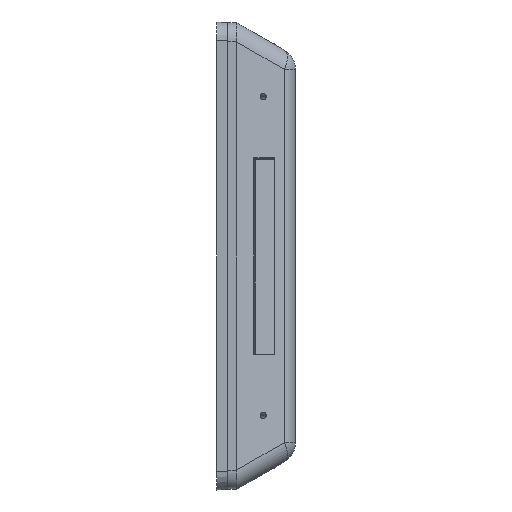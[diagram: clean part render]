
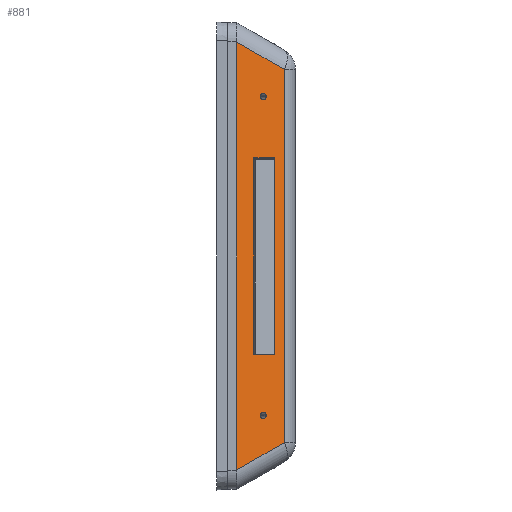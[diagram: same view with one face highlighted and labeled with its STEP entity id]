
A CAD part, left-side view. The second image highlights one B-rep face of the part: STEP entity #881.
In plain terms, the highlighted planar face has unit normal (-0.866, -0.5, 0).
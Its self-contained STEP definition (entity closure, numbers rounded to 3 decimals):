
#2 = ORIENTED_EDGE ( 'NONE', *, *, #25661, .T. ) ;
#107 = EDGE_CURVE ( 'NONE', #26178, #4429, #17664, .T. ) ;
#108 = ORIENTED_EDGE ( 'NONE', *, *, #20161, .T. ) ;
#395 = DIRECTION ( 'NONE',  ( 0.5, -0.866, 0. ) ) ;
#881 = ADVANCED_FACE ( 'NONE', ( #20859, #3808, #9507, #25864 ), #5005, .T. ) ;
#1253 = VECTOR ( 'NONE', #25570, 1000. ) ;
#1310 = DIRECTION ( 'NONE',  ( 0., 0., -1. ) ) ;
#1422 = CARTESIAN_POINT ( 'NONE',  ( -55.718, 4.708, 22.2 ) ) ;
#2175 = CARTESIAN_POINT ( 'NONE',  ( -58.418, 9.385, -22.2 ) ) ;
#2230 = CARTESIAN_POINT ( 'NONE',  ( -57.193, 7.263, 36. ) ) ;
#2442 = LINE ( 'NONE', #3176, #24498 ) ;
#2480 = CARTESIAN_POINT ( 'NONE',  ( -54.443, 2.5, 42.113 ) ) ;
#2492 = DIRECTION ( 'NONE',  ( 0.447, -0.775, 0.447 ) ) ;
#3176 = CARTESIAN_POINT ( 'NONE',  ( -60.679, 13.3, 0. ) ) ;
#3213 = CARTESIAN_POINT ( 'NONE',  ( -60.679, 13.3, -48.349 ) ) ;
#3502 = VERTEX_POINT ( 'NONE', #5276 ) ;
#3745 = VERTEX_POINT ( 'NONE', #2480 ) ;
#3798 = CARTESIAN_POINT ( 'NONE',  ( -56.818, 6.614, 36. ) ) ;
#3808 = FACE_BOUND ( 'NONE', #3890, .T. ) ;
#3890 = EDGE_LOOP ( 'NONE', ( #2, #12167 ) ) ;
#4380 = DIRECTION ( 'NONE',  ( 0.5, -0.866, 0. ) ) ;
#4420 = VERTEX_POINT ( 'NONE', #1422 ) ;
#4429 = VERTEX_POINT ( 'NONE', #27114 ) ;
#4441 = VECTOR ( 'NONE', #1310, 1000. ) ;
#4586 = LINE ( 'NONE', #18705, #25959 ) ;
#4849 = CIRCLE ( 'NONE', #21661, 0.75 ) ;
#5005 = PLANE ( 'NONE',  #11066 ) ;
#5276 = CARTESIAN_POINT ( 'NONE',  ( -57.568, 7.913, -36. ) ) ;
#5392 = LINE ( 'NONE', #19937, #11109 ) ;
#5888 = VERTEX_POINT ( 'NONE', #22270 ) ;
#6126 = AXIS2_PLACEMENT_3D ( 'NONE', #2230, #17170, #4380 ) ;
#6694 = ORIENTED_EDGE ( 'NONE', *, *, #18237, .T. ) ;
#6801 = ORIENTED_EDGE ( 'NONE', *, *, #27113, .T. ) ;
#7165 = CARTESIAN_POINT ( 'NONE',  ( -57.193, 7.263, -36. ) ) ;
#7325 = VERTEX_POINT ( 'NONE', #14503 ) ;
#7482 = EDGE_LOOP ( 'NONE', ( #108, #15717 ) ) ;
#7886 = ORIENTED_EDGE ( 'NONE', *, *, #19492, .T. ) ;
#8074 = CIRCLE ( 'NONE', #26953, 0.75 ) ;
#8998 = VECTOR ( 'NONE', #19346, 1000. ) ;
#9318 = DIRECTION ( 'NONE',  ( 0.5, -0.866, 0. ) ) ;
#9477 = DIRECTION ( 'NONE',  ( -0.866, -0.5, 0. ) ) ;
#9507 = FACE_OUTER_BOUND ( 'NONE', #18486, .T. ) ;
#9522 = CARTESIAN_POINT ( 'NONE',  ( -54.443, 2.5, 42.113 ) ) ;
#10276 = VERTEX_POINT ( 'NONE', #19836 ) ;
#10922 = VERTEX_POINT ( 'NONE', #26440 ) ;
#11066 = AXIS2_PLACEMENT_3D ( 'NONE', #22265, #9477, #24415 ) ;
#11109 = VECTOR ( 'NONE', #22102, 1000. ) ;
#11153 = DIRECTION ( 'NONE',  ( 0.866, 0.5, 0. ) ) ;
#11396 = ORIENTED_EDGE ( 'NONE', *, *, #16155, .T. ) ;
#11702 = VECTOR ( 'NONE', #20251, 1000. ) ;
#12167 = ORIENTED_EDGE ( 'NONE', *, *, #12518, .T. ) ;
#12518 = EDGE_CURVE ( 'NONE', #25415, #15615, #12681, .T. ) ;
#12681 = CIRCLE ( 'NONE', #6126, 0.75 ) ;
#12916 = CARTESIAN_POINT ( 'NONE',  ( -58.418, 9.385, 21.7 ) ) ;
#13180 = ORIENTED_EDGE ( 'NONE', *, *, #24978, .T. ) ;
#13183 = DIRECTION ( 'NONE',  ( 0.866, 0.5, 0. ) ) ;
#14503 = CARTESIAN_POINT ( 'NONE',  ( -55.718, 4.708, -22.2 ) ) ;
#14828 = ORIENTED_EDGE ( 'NONE', *, *, #107, .T. ) ;
#15286 = CARTESIAN_POINT ( 'NONE',  ( -55.309, 4., -42.979 ) ) ;
#15615 = VERTEX_POINT ( 'NONE', #24873 ) ;
#15717 = ORIENTED_EDGE ( 'NONE', *, *, #18986, .T. ) ;
#15824 = LINE ( 'NONE', #18395, #4441 ) ;
#16032 = ORIENTED_EDGE ( 'NONE', *, *, #21912, .T. ) ;
#16155 = EDGE_CURVE ( 'NONE', #4420, #7325, #15824, .T. ) ;
#16170 = LINE ( 'NONE', #15286, #27555 ) ;
#16992 = VERTEX_POINT ( 'NONE', #3213 ) ;
#17101 = AXIS2_PLACEMENT_3D ( 'NONE', #7165, #22122, #9318 ) ;
#17170 = DIRECTION ( 'NONE',  ( 0.866, 0.5, 0. ) ) ;
#17356 = LINE ( 'NONE', #9522, #11702 ) ;
#17664 = LINE ( 'NONE', #12916, #8998 ) ;
#18237 = EDGE_CURVE ( 'NONE', #4429, #4420, #4586, .T. ) ;
#18292 = LINE ( 'NONE', #23423, #1253 ) ;
#18395 = CARTESIAN_POINT ( 'NONE',  ( -55.718, 4.708, 21.7 ) ) ;
#18486 = EDGE_LOOP ( 'NONE', ( #22801, #7886, #16032, #13180 ) ) ;
#18705 = CARTESIAN_POINT ( 'NONE',  ( -58.168, 8.952, 22.2 ) ) ;
#18986 = EDGE_CURVE ( 'NONE', #10922, #3502, #26923, .T. ) ;
#19346 = DIRECTION ( 'NONE',  ( 0., 0., 1. ) ) ;
#19492 = EDGE_CURVE ( 'NONE', #16992, #10276, #16170, .T. ) ;
#19836 = CARTESIAN_POINT ( 'NONE',  ( -54.443, 2.5, -42.113 ) ) ;
#19937 = CARTESIAN_POINT ( 'NONE',  ( -58.168, 8.952, -22.2 ) ) ;
#20161 = EDGE_CURVE ( 'NONE', #3502, #10922, #8074, .T. ) ;
#20251 = DIRECTION ( 'NONE',  ( 0., 0., 1. ) ) ;
#20255 = DIRECTION ( 'NONE',  ( 0., 0., 1. ) ) ;
#20856 = DIRECTION ( 'NONE',  ( 0.5, -0.866, 0. ) ) ;
#20859 = FACE_BOUND ( 'NONE', #7482, .T. ) ;
#21661 = AXIS2_PLACEMENT_3D ( 'NONE', #25916, #13183, #395 ) ;
#21912 = EDGE_CURVE ( 'NONE', #10276, #3745, #17356, .T. ) ;
#22102 = DIRECTION ( 'NONE',  ( -0.5, 0.866, 0. ) ) ;
#22122 = DIRECTION ( 'NONE',  ( 0.866, 0.5, 0. ) ) ;
#22265 = CARTESIAN_POINT ( 'NONE',  ( -53., 0., -45. ) ) ;
#22270 = CARTESIAN_POINT ( 'NONE',  ( -60.679, 13.3, 48.349 ) ) ;
#22801 = ORIENTED_EDGE ( 'NONE', *, *, #23536, .F. ) ;
#23114 = EDGE_LOOP ( 'NONE', ( #6801, #14828, #6694, #11396 ) ) ;
#23423 = CARTESIAN_POINT ( 'NONE',  ( -35.866, -29.677, 23.536 ) ) ;
#23536 = EDGE_CURVE ( 'NONE', #16992, #5888, #2442, .T. ) ;
#23905 = CARTESIAN_POINT ( 'NONE',  ( -57.193, 7.263, -36. ) ) ;
#24415 = DIRECTION ( 'NONE',  ( 0.5, -0.866, 0. ) ) ;
#24498 = VECTOR ( 'NONE', #20255, 1000. ) ;
#24873 = CARTESIAN_POINT ( 'NONE',  ( -57.568, 7.913, 36. ) ) ;
#24978 = EDGE_CURVE ( 'NONE', #3745, #5888, #18292, .T. ) ;
#25415 = VERTEX_POINT ( 'NONE', #3798 ) ;
#25570 = DIRECTION ( 'NONE',  ( -0.447, 0.775, 0.447 ) ) ;
#25661 = EDGE_CURVE ( 'NONE', #15615, #25415, #4849, .T. ) ;
#25864 = FACE_BOUND ( 'NONE', #23114, .T. ) ;
#25916 = CARTESIAN_POINT ( 'NONE',  ( -57.193, 7.263, 36. ) ) ;
#25959 = VECTOR ( 'NONE', #20856, 1000. ) ;
#26041 = DIRECTION ( 'NONE',  ( 0.5, -0.866, 0. ) ) ;
#26178 = VERTEX_POINT ( 'NONE', #2175 ) ;
#26440 = CARTESIAN_POINT ( 'NONE',  ( -56.818, 6.614, -36. ) ) ;
#26923 = CIRCLE ( 'NONE', #17101, 0.75 ) ;
#26953 = AXIS2_PLACEMENT_3D ( 'NONE', #23905, #11153, #26041 ) ;
#27113 = EDGE_CURVE ( 'NONE', #7325, #26178, #5392, .T. ) ;
#27114 = CARTESIAN_POINT ( 'NONE',  ( -58.418, 9.385, 22.2 ) ) ;
#27555 = VECTOR ( 'NONE', #2492, 1000. ) ;
